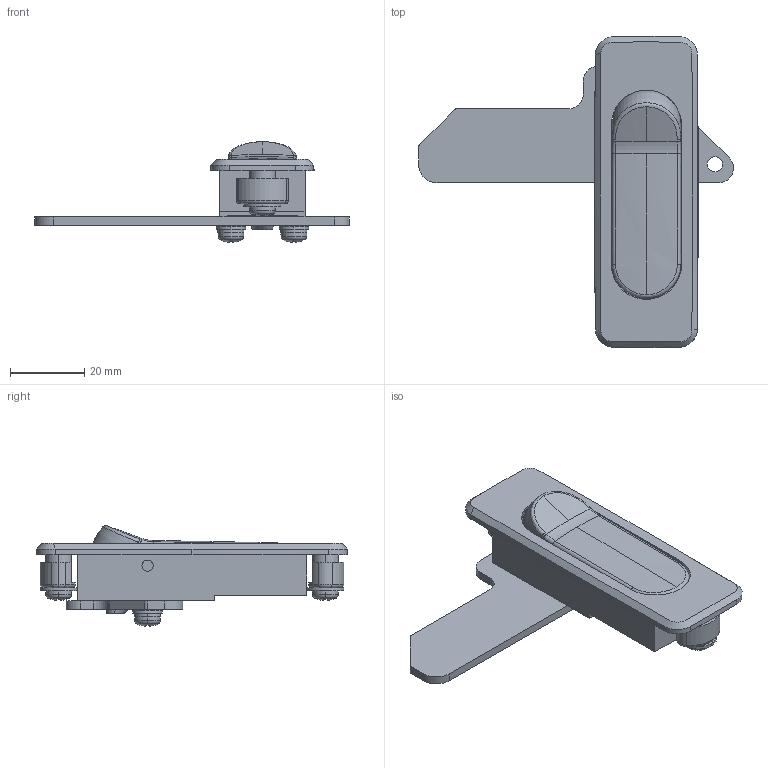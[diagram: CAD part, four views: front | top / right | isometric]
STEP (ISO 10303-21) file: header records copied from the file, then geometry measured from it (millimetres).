
FILE_DESCRIPTION (( 'STEP AP203' ), '1' );
FILE_NAME ('A-250-A-3-2.STEP', '2021-03-03T00:19:13', ( '' ), ( '' ), 'SwSTEP 2.0', 'SolidWorks 2018', '' );
FILE_SCHEMA (( 'CONFIG_CONTROL_DESIGN' ));
Length unit declared in the file: millimetre
Products named in the file (8): A-250-A-3-2_cross-recessed head machine screw_ver1.05__M4x8十字穴付なべ小ねじ(鉄)平シングルセムス(P1)旧JIS; A-250-A-3-2_cross-recessed head machine screw_ver1.05__M4x8十字穴付なべ小ねじ(鉄)ダブルセムス小形(P4); A-250-A-3-2_body_; A-250-A-3-2_handle_; A-250-A-3-2_handle shaft_; A-250-A-3-2_stopper plate_; A-250-A-3-2_cup washer_; A-250-A-3-2
Assembly tree (10 placements, depth 2):
  A-250-A-3-2
    A-250-A-3-2_body_
    A-250-A-3-2_handle_
    A-250-A-3-2_handle shaft_
    A-250-A-3-2_stopper plate_
    A-250-A-3-2_cup washer_  x2
    A-250-A-3-2_cross-recessed head machine screw_ver1.05__M4x8十字穴付なべ小ねじ(鉄)ダブルセムス小形(P4)  x2
    A-250-A-3-2_cross-recessed head machine screw_ver1.05__M4x8十字穴付なべ小ねじ(鉄)平シングルセムス(P1)旧JIS  x2
Bounding box: 85 x 83.98 x 27.15 mm (x, y, z)
Volume: 22678 mm3; surface area: 19397.7 mm2
Topology: 10 solids, 10 shells, 449 faces, 1160 edges, 744 vertices
Faces by surface type: plane 200, cylinder 167, torus 32, cone 24, bspline 14, sphere 12
Entity records: 12765 total; most frequent: CARTESIAN_POINT 3404, DIRECTION 1809, ORIENTED_EDGE 1768, EDGE_CURVE 884, AXIS2_PLACEMENT_3D 679, VERTEX_POINT 569, VECTOR 451, LINE 451
